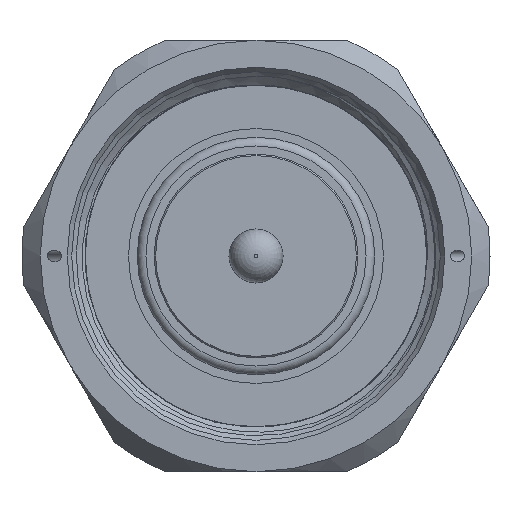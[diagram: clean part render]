
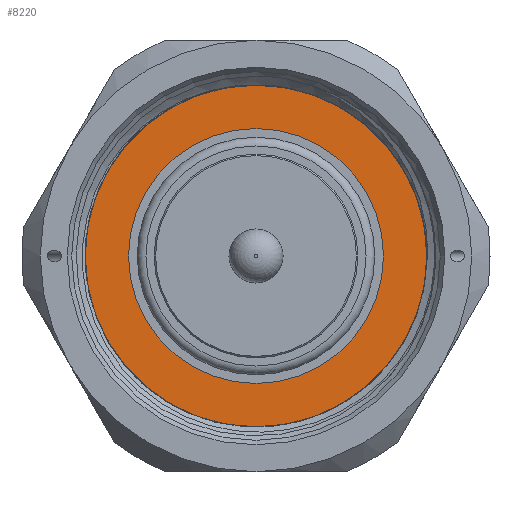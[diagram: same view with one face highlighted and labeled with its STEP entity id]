
A CAD part, left-side view. The second image highlights one B-rep face of the part: STEP entity #8220.
In plain terms, the highlighted planar face has unit normal (-1, 0, 0).
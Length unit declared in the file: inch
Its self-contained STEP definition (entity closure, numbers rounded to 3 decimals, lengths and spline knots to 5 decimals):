
#428 = EDGE_CURVE ( 'NONE', #2934, #2934, #2516, .T. ) ;
#663 = DIRECTION ( 'NONE',  ( 0., 0., 1. ) ) ;
#737 = AXIS2_PLACEMENT_3D ( 'NONE', #5197, #8633, #2246 ) ;
#1355 = CARTESIAN_POINT ( 'NONE',  ( 1.24304, 0.44311, 0. ) ) ;
#2032 = FACE_OUTER_BOUND ( 'NONE', #8268, .T. ) ;
#2246 = DIRECTION ( 'NONE',  ( 0., 0., -1. ) ) ;
#2516 = CIRCLE ( 'NONE', #7580, 0.44311 ) ;
#2825 = DIRECTION ( 'NONE',  ( 1., 0., 0. ) ) ;
#2934 = VERTEX_POINT ( 'NONE', #6520 ) ;
#4122 = DIRECTION ( 'NONE',  ( -1., 0., 0. ) ) ;
#4295 = VERTEX_POINT ( 'NONE', #7051 ) ;
#5197 = CARTESIAN_POINT ( 'NONE',  ( 1.24304, 0., 0. ) ) ;
#5603 = EDGE_CURVE ( 'NONE', #4295, #4295, #6830, .T. ) ;
#6497 = ORIENTED_EDGE ( 'NONE', *, *, #428, .T. ) ;
#6520 = CARTESIAN_POINT ( 'NONE',  ( 1.24304, 0., -0.44311 ) ) ;
#6830 = CIRCLE ( 'NONE', #737, 0.59381 ) ;
#7051 = CARTESIAN_POINT ( 'NONE',  ( 1.24304, 0., -0.59381 ) ) ;
#7564 = PLANE ( 'NONE',  #8203 ) ;
#7580 = AXIS2_PLACEMENT_3D ( 'NONE', #8394, #2825, #7673 ) ;
#7673 = DIRECTION ( 'NONE',  ( 0., 0., -1. ) ) ;
#8203 = AXIS2_PLACEMENT_3D ( 'NONE', #1355, #4122, #663 ) ;
#8220 = ADVANCED_FACE ( 'NONE', ( #8242, #2032 ), #7564, .T. ) ;
#8242 = FACE_BOUND ( 'NONE', #8331, .T. ) ;
#8268 = EDGE_LOOP ( 'NONE', ( #8437 ) ) ;
#8331 = EDGE_LOOP ( 'NONE', ( #6497 ) ) ;
#8394 = CARTESIAN_POINT ( 'NONE',  ( 1.24304, 0., 0. ) ) ;
#8437 = ORIENTED_EDGE ( 'NONE', *, *, #5603, .F. ) ;
#8633 = DIRECTION ( 'NONE',  ( 1., 0., 0. ) ) ;
